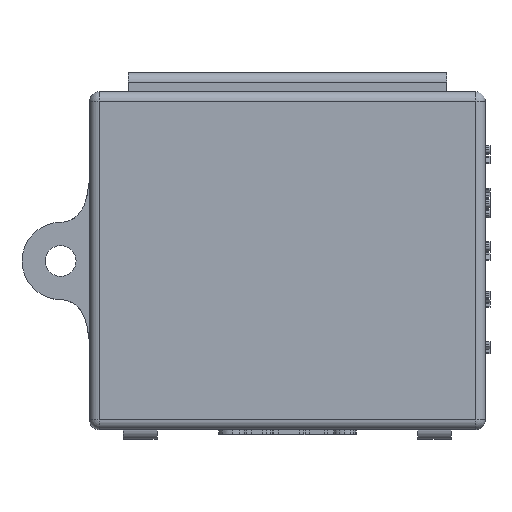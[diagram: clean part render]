
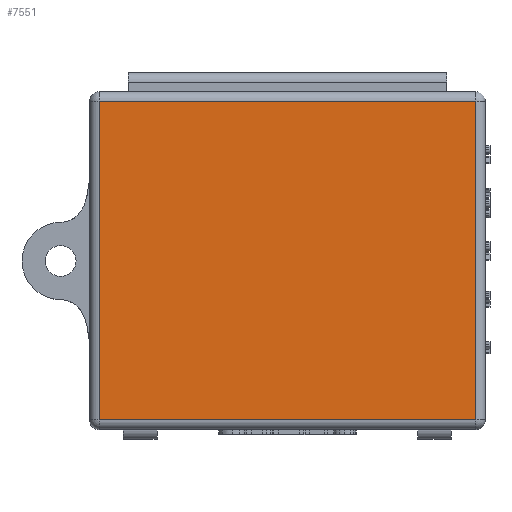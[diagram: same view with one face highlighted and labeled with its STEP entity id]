
A CAD part, top view. The second image highlights one B-rep face of the part: STEP entity #7551.
In plain terms, the highlighted planar face has unit normal (0, 0, 1).
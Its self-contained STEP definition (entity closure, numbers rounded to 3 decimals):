
#230=PLANE('',#7836);
#814=FACE_OUTER_BOUND('',#1261,.T.);
#1261=EDGE_LOOP('',(#6989,#6990,#6991,#6992));
#2345=LINE('',#14465,#3067);
#2346=LINE('',#14471,#3068);
#2347=LINE('',#14473,#3069);
#2349=LINE('',#14476,#3071);
#3067=VECTOR('',#8995,10.);
#3068=VECTOR('',#9004,10.);
#3069=VECTOR('',#9007,10.);
#3071=VECTOR('',#9011,10.);
#3815=VERTEX_POINT('',#14449);
#3816=VERTEX_POINT('',#14453);
#3818=VERTEX_POINT('',#14461);
#3819=VERTEX_POINT('',#14467);
#4884=EDGE_CURVE('',#3815,#3818,#2345,.T.);
#4887=EDGE_CURVE('',#3818,#3819,#2346,.T.);
#4888=EDGE_CURVE('',#3819,#3816,#2347,.T.);
#4890=EDGE_CURVE('',#3816,#3815,#2349,.T.);
#6989=ORIENTED_EDGE('',*,*,#4884,.F.);
#6990=ORIENTED_EDGE('',*,*,#4890,.F.);
#6991=ORIENTED_EDGE('',*,*,#4888,.F.);
#6992=ORIENTED_EDGE('',*,*,#4887,.F.);
#7551=ADVANCED_FACE('',(#814),#230,.T.);
#7836=AXIS2_PLACEMENT_3D('',#14479,#9016,#9017);
#8995=DIRECTION('',(0.,-1.,0.));
#9004=DIRECTION('',(-1.,0.,0.));
#9007=DIRECTION('',(0.,1.,0.));
#9011=DIRECTION('',(1.,0.,0.));
#9016=DIRECTION('center_axis',(0.,0.,1.));
#9017=DIRECTION('ref_axis',(1.,0.,0.));
#14449=CARTESIAN_POINT('',(19.5,16.5,25.));
#14453=CARTESIAN_POINT('',(-19.5,16.5,25.));
#14461=CARTESIAN_POINT('',(19.5,-16.5,25.));
#14465=CARTESIAN_POINT('',(19.5,-8.75,25.));
#14467=CARTESIAN_POINT('',(-19.5,-16.5,25.));
#14471=CARTESIAN_POINT('',(-10.25,-16.5,25.));
#14473=CARTESIAN_POINT('',(-19.5,8.75,25.));
#14476=CARTESIAN_POINT('',(10.25,16.5,25.));
#14479=CARTESIAN_POINT('Origin',(0.,0.,25.));
